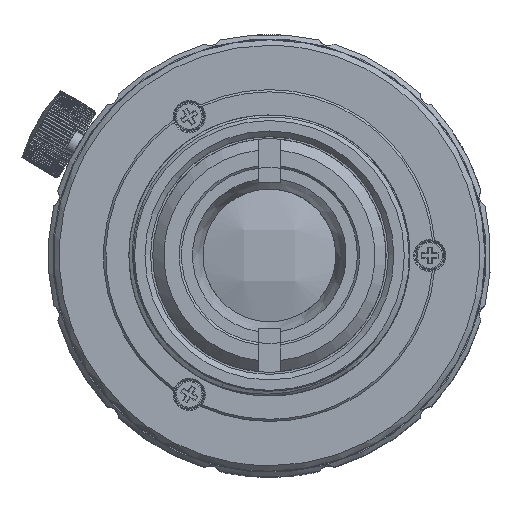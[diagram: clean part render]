
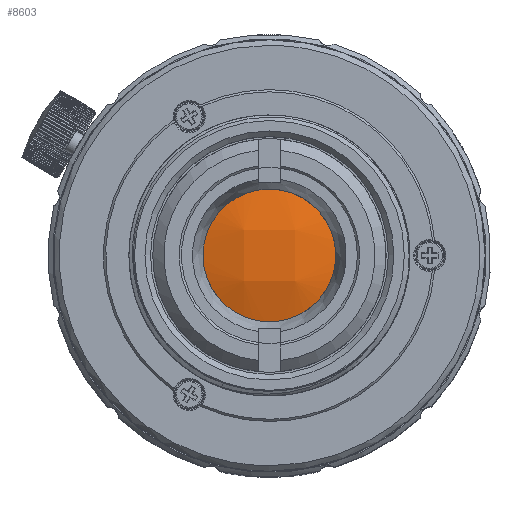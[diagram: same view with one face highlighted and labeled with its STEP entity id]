
A CAD part, top view. The second image highlights one B-rep face of the part: STEP entity #8603.
In plain terms, the highlighted free-form (B-spline) face has degree [3, 3] with [4, 4] control points.
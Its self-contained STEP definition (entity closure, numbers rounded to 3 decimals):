
#956 = DIRECTION ( 'NONE',  ( 0., 0., -1. ) ) ;
#3428 = CARTESIAN_POINT ( 'NONE',  ( -42.165, 33.199, 22.97 ) ) ;
#3829 = CARTESIAN_POINT ( 'NONE',  ( -46.974, 33.2, 22.966 ) ) ;
#6131 =( BOUNDED_SURFACE ( )  B_SPLINE_SURFACE ( 3, 3, ( 
 ( #9615, #46801, #22816, #66600 ),
 ( #48426, #67008, #3428, #65800 ),
 ( #60415, #16211, #3829, #48009 ),
 ( #17026, #73202, #68652, #75244 ) ),
 .UNSPECIFIED., .F., .F., .F. ) 
 B_SPLINE_SURFACE_WITH_KNOTS ( ( 4, 4 ),
 ( 4, 4 ),
 ( 0., 1. ),
 ( 0., 1. ),
 .UNSPECIFIED. ) 
 GEOMETRIC_REPRESENTATION_ITEM ( )  RATIONAL_B_SPLINE_SURFACE ( (
 ( 1., 0.959, 0.959, 1.),
 ( 0.959, 0.92, 0.92, 0.959),
 ( 0.959, 0.92, 0.92, 0.959),
 ( 1., 0.959, 0.959, 1.) ) ) 
 REPRESENTATION_ITEM ( '' )  SURFACE ( )  );
#6220 = CIRCLE ( 'NONE', #15401, 6.8 ) ;
#6691 = VERTEX_POINT ( 'NONE', #37263 ) ;
#6746 = DIRECTION ( 'NONE',  ( 0., 1., 0. ) ) ;
#8603 = ADVANCED_FACE ( 'NONE', ( #27806 ), #6131, .T. ) ;
#9615 = CARTESIAN_POINT ( 'NONE',  ( -37.651, 42.124, 19.732 ) ) ;
#15401 = AXIS2_PLACEMENT_3D ( 'NONE', #77315, #956, #6746 ) ;
#16211 = CARTESIAN_POINT ( 'NONE',  ( -46.974, 38.096, 22.97 ) ) ;
#17026 = CARTESIAN_POINT ( 'NONE',  ( -51.485, 42.12, 19.722 ) ) ;
#22816 = CARTESIAN_POINT ( 'NONE',  ( -37.651, 33.4, 21.275 ) ) ;
#24838 = ORIENTED_EDGE ( 'NONE', *, *, #57434, .F. ) ;
#27806 = FACE_OUTER_BOUND ( 'NONE', #68215, .T. ) ;
#37263 = CARTESIAN_POINT ( 'NONE',  ( -44.553, 42.468, 20.914 ) ) ;
#46801 = CARTESIAN_POINT ( 'NONE',  ( -37.651, 37.899, 21.279 ) ) ;
#48009 = CARTESIAN_POINT ( 'NONE',  ( -46.974, 28.606, 21.273 ) ) ;
#48426 = CARTESIAN_POINT ( 'NONE',  ( -42.165, 42.695, 21.29 ) ) ;
#57434 = EDGE_CURVE ( 'NONE', #6691, #6691, #6220, .T. ) ;
#60415 = CARTESIAN_POINT ( 'NONE',  ( -46.974, 42.693, 21.287 ) ) ;
#65800 = CARTESIAN_POINT ( 'NONE',  ( -42.165, 28.604, 21.276 ) ) ;
#66600 = CARTESIAN_POINT ( 'NONE',  ( -37.651, 29.178, 19.719 ) ) ;
#67008 = CARTESIAN_POINT ( 'NONE',  ( -42.165, 38.096, 22.974 ) ) ;
#68215 = EDGE_LOOP ( 'NONE', ( #24838 ) ) ;
#68652 = CARTESIAN_POINT ( 'NONE',  ( -51.485, 33.401, 21.264 ) ) ;
#73202 = CARTESIAN_POINT ( 'NONE',  ( -51.485, 37.898, 21.268 ) ) ;
#75244 = CARTESIAN_POINT ( 'NONE',  ( -51.485, 29.182, 19.709 ) ) ;
#77315 = CARTESIAN_POINT ( 'NONE',  ( -44.553, 35.668, 20.914 ) ) ;
